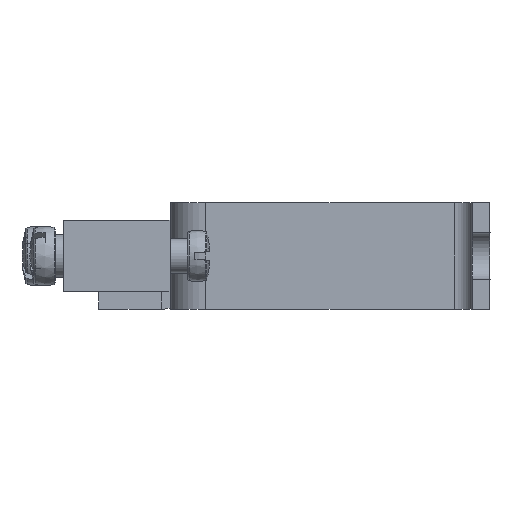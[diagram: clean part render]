
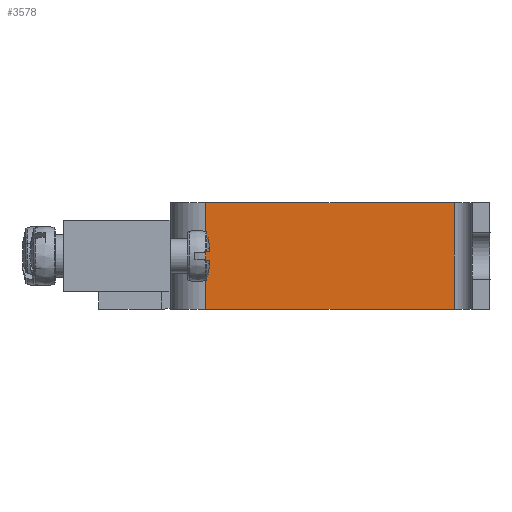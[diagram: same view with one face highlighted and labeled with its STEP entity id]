
A CAD part, left-side view. The second image highlights one B-rep face of the part: STEP entity #3578.
In plain terms, the highlighted planar face has unit normal (-1, 0, 0).
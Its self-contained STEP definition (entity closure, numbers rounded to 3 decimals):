
#483=LINE('',#5720,#649);
#491=LINE('',#5736,#657);
#499=LINE('',#5759,#665);
#500=LINE('',#5763,#666);
#649=VECTOR('',#4532,12.);
#657=VECTOR('',#4546,28.);
#665=VECTOR('',#4578,12.);
#666=VECTOR('',#4585,28.);
#807=PLANE('',#3858);
#1126=FACE_OUTER_BOUND('',#1352,.T.);
#1352=EDGE_LOOP('',(#3029,#3030,#3031,#3032));
#2014=VERTEX_POINT('',#5709);
#2015=VERTEX_POINT('',#5713);
#2020=VERTEX_POINT('',#5734);
#2023=VERTEX_POINT('',#5758);
#2395=EDGE_CURVE('',#2014,#2015,#483,.T.);
#2403=EDGE_CURVE('',#2020,#2015,#491,.T.);
#2415=EDGE_CURVE('',#2020,#2023,#499,.T.);
#2418=EDGE_CURVE('',#2014,#2023,#500,.T.);
#3029=ORIENTED_EDGE('',*,*,#2395,.T.);
#3030=ORIENTED_EDGE('',*,*,#2403,.F.);
#3031=ORIENTED_EDGE('',*,*,#2415,.T.);
#3032=ORIENTED_EDGE('',*,*,#2418,.F.);
#3578=ADVANCED_FACE('',(#1126),#807,.T.);
#3858=AXIS2_PLACEMENT_3D('',#5770,#4596,#4597);
#4532=DIRECTION('',(0.,-1.,0.));
#4546=DIRECTION('',(0.,0.,-1.));
#4578=DIRECTION('',(0.,1.,0.));
#4585=DIRECTION('',(0.,0.,1.));
#4596=DIRECTION('center_axis',(-1.,0.,0.));
#4597=DIRECTION('ref_axis',(0.,0.,1.));
#5709=CARTESIAN_POINT('',(-113.,6.,-30.));
#5713=CARTESIAN_POINT('',(-113.,-6.,-30.));
#5720=CARTESIAN_POINT('',(-113.,-3.,-30.));
#5734=CARTESIAN_POINT('',(-113.,-6.,-2.));
#5736=CARTESIAN_POINT('',(-113.,-6.,-2.));
#5758=CARTESIAN_POINT('',(-113.,6.,-2.));
#5759=CARTESIAN_POINT('',(-113.,0.,-2.));
#5763=CARTESIAN_POINT('',(-113.,6.,7.048));
#5770=CARTESIAN_POINT('Origin',(-113.,0.,-15.738));
